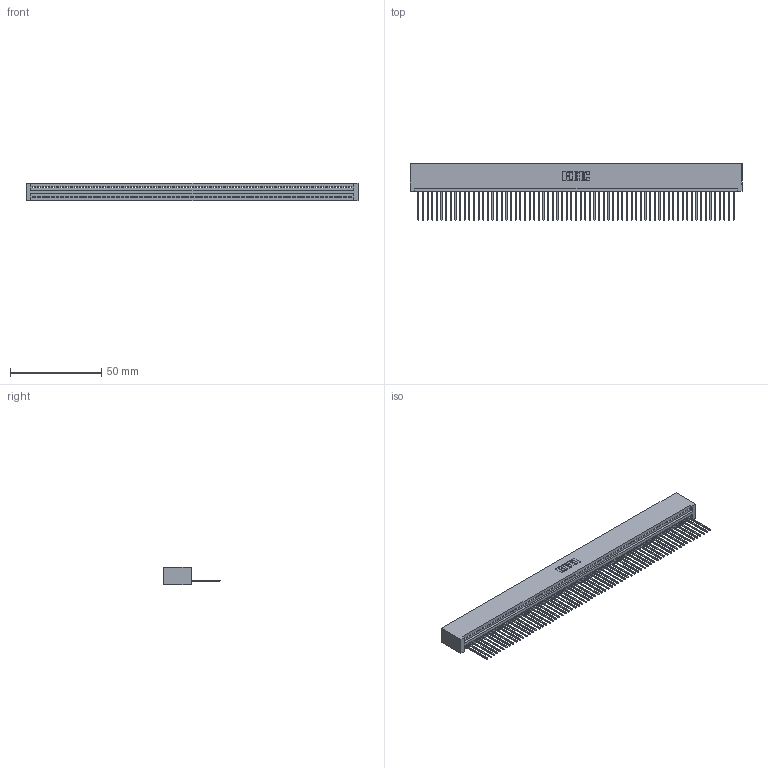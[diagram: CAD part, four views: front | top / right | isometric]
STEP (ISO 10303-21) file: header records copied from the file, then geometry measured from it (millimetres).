
FILE_DESCRIPTION (( 'STEP AP203' ), '1' );
FILE_NAME ('345-069-542-101.STEP', '2019-10-12T12:18:27', ( '' ), ( '' ), 'SwSTEP 2.0', 'SolidWorks 2016', '' );
FILE_SCHEMA (( 'CONFIG_CONTROL_DESIGN' ));
Length unit declared in the file: inch
Products named in the file (3): 345-069-542-101; 345-292-001_345-293-142; 345 Part_No Mounting Lugs
Assembly tree (70 placements, depth 2):
  345-069-542-101
    345 Part_No Mounting Lugs
    345-292-001_345-293-142  x69
Bounding box: 181.86 x 31.29 x 9.4 mm (x, y, z)
Volume: 18232.7 mm3; surface area: 25757.5 mm2
Topology: 70 solids, 70 shells, 4120 faces, 12461 edges, 8214 vertices
Faces by surface type: plane 2836, cylinder 1284
Entity records: 48037 total; most frequent: ORIENTED_EDGE 8330, CARTESIAN_POINT 8327, DIRECTION 7227, EDGE_CURVE 4165, VECTOR 3765, LINE 3765, VERTEX_POINT 2774, AXIS2_PLACEMENT_3D 1731
